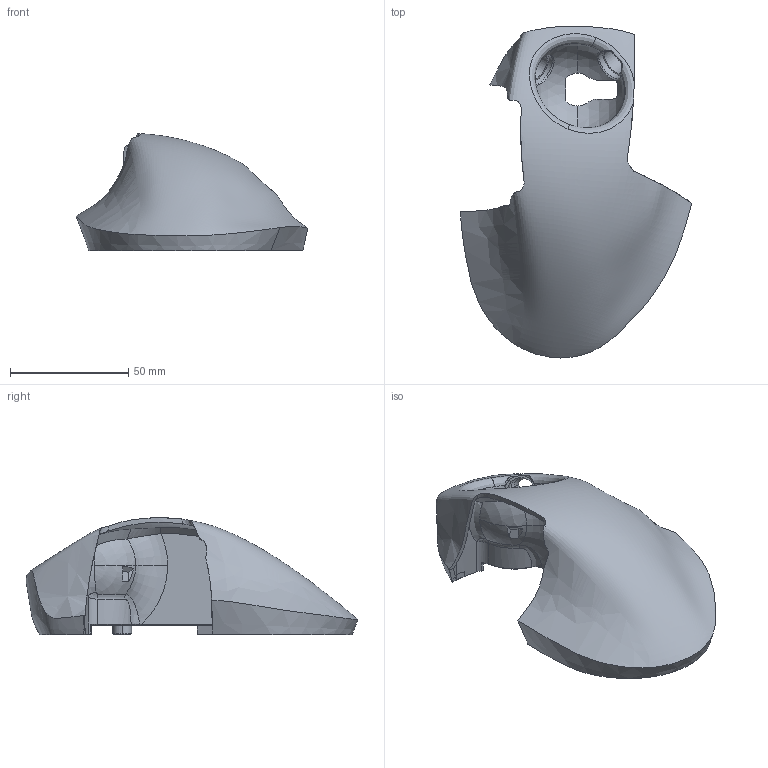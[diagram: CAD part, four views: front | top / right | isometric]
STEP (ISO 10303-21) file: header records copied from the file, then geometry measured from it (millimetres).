
FILE_DESCRIPTION(('HOOPS Exchange Step'),'2;1');
FILE_NAME('Top-BTU-nl.STEP','2024-05-15T09:41:56+08:00',('Hanzhong'),('Unknown organisation'),'HOOPS Exchange 2024.2','HOOPS Exchange','Unknown authorisation');
FILE_SCHEMA( ('AP203_CONFIGURATION_CONTROLLED_3D_DESIGN_OF_MECHANICAL_PARTS_AND_ASSEMBLIES_MIM_LF') );
Length unit declared in the file: millimetre
Products named in the file (1): Solid 1165
Bounding box: 97.99 x 140.47 x 49.61 mm (x, y, z)
Volume: 91084 mm3; surface area: 34796.4 mm2
Topology: 1 solids, 1 shells, 259 faces, 698 edges, 442 vertices
Faces by surface type: bspline 89, plane 65, cone 50, cylinder 45, torus 6, sphere 4
Full cylindrical faces by diameter (mm): 11.25 x1, 11.5 x2, 13.5 x2
Entity records: 53006 total; most frequent: CARTESIAN_POINT 47424, ORIENTED_EDGE 1388, DIRECTION 814, EDGE_CURVE 694, VERTEX_POINT 442, B_SPLINE_CURVE_WITH_KNOTS 358, AXIS2_PLACEMENT_3D 318, EDGE_LOOP 268
